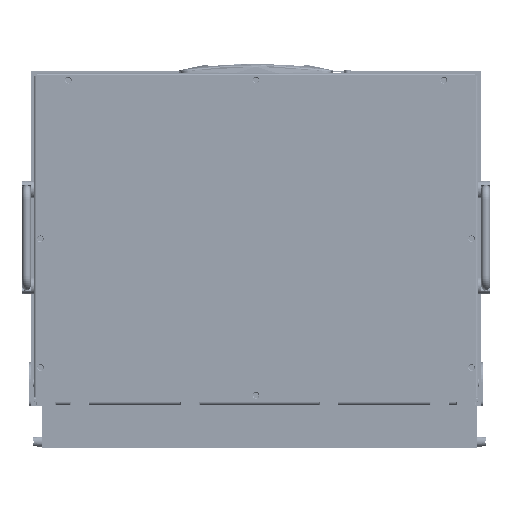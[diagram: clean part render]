
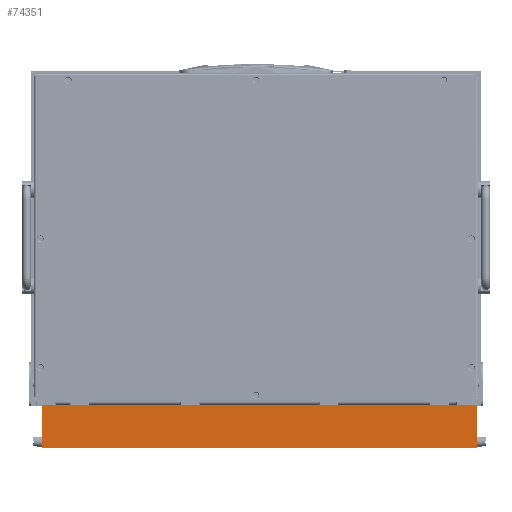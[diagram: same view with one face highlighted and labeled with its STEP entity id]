
A CAD part, front view. The second image highlights one B-rep face of the part: STEP entity #74351.
In plain terms, the highlighted planar face has unit normal (0, -1, 0).
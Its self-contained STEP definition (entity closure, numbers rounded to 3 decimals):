
#895 = CARTESIAN_POINT ( 'NONE',  ( 44.443, 0., 431.563 ) ) ;
#965 = VERTEX_POINT ( 'NONE', #56816 ) ;
#2465 = EDGE_LOOP ( 'NONE', ( #26404, #20322, #54572, #61677 ) ) ;
#6136 = EDGE_CURVE ( 'NONE', #68649, #30903, #27265, .T. ) ;
#11170 = DIRECTION ( 'NONE',  ( 0., 0., 1. ) ) ;
#11461 = LINE ( 'NONE', #895, #73216 ) ;
#13416 = EDGE_CURVE ( 'NONE', #965, #68649, #11461, .T. ) ;
#14962 = VERTEX_POINT ( 'NONE', #87352 ) ;
#20322 = ORIENTED_EDGE ( 'NONE', *, *, #13416, .T. ) ;
#21071 = EDGE_CURVE ( 'NONE', #14962, #30903, #32957, .T. ) ;
#25282 = VECTOR ( 'NONE', #31929, 1000. ) ;
#26404 = ORIENTED_EDGE ( 'NONE', *, *, #66631, .T. ) ;
#27265 = LINE ( 'NONE', #91746, #32536 ) ;
#30903 = VERTEX_POINT ( 'NONE', #48311 ) ;
#31929 = DIRECTION ( 'NONE',  ( 0.017, 0., 1. ) ) ;
#32536 = VECTOR ( 'NONE', #81783, 1000. ) ;
#32957 = LINE ( 'NONE', #80565, #25282 ) ;
#41648 = DIRECTION ( 'NONE',  ( 0.017, 0., 1. ) ) ;
#42896 = PLANE ( 'NONE',  #82967 ) ;
#48311 = CARTESIAN_POINT ( 'NONE',  ( -0.004, 0., 432.085 ) ) ;
#50011 = CARTESIAN_POINT ( 'NONE',  ( 44.439, 0., 431.309 ) ) ;
#52485 = CARTESIAN_POINT ( 'NONE',  ( -7.864, 0., -18.188 ) ) ;
#54572 = ORIENTED_EDGE ( 'NONE', *, *, #6136, .T. ) ;
#56816 = CARTESIAN_POINT ( 'NONE',  ( 36.579, 0., -18.964 ) ) ;
#58679 = CARTESIAN_POINT ( 'NONE',  ( 44.443, 0., 431.563 ) ) ;
#61677 = ORIENTED_EDGE ( 'NONE', *, *, #21071, .F. ) ;
#61934 = DIRECTION ( 'NONE',  ( 1., 0., -0.017 ) ) ;
#66077 = FACE_OUTER_BOUND ( 'NONE', #2465, .T. ) ;
#66631 = EDGE_CURVE ( 'NONE', #14962, #965, #102186, .T. ) ;
#68649 = VERTEX_POINT ( 'NONE', #50011 ) ;
#73216 = VECTOR ( 'NONE', #41648, 1000. ) ;
#74351 = ADVANCED_FACE ( 'NONE', ( #66077 ), #42896, .F. ) ;
#75094 = DIRECTION ( 'NONE',  ( 0., 1., 0. ) ) ;
#80565 = CARTESIAN_POINT ( 'NONE',  ( -0.084, 0., 427.514 ) ) ;
#81440 = VECTOR ( 'NONE', #61934, 1000. ) ;
#81783 = DIRECTION ( 'NONE',  ( -1., 0., 0.017 ) ) ;
#82967 = AXIS2_PLACEMENT_3D ( 'NONE', #58679, #75094, #11170 ) ;
#87352 = CARTESIAN_POINT ( 'NONE',  ( -7.864, 0., -18.188 ) ) ;
#91746 = CARTESIAN_POINT ( 'NONE',  ( -0.004, 0., 432.085 ) ) ;
#102186 = LINE ( 'NONE', #52485, #81440 ) ;
